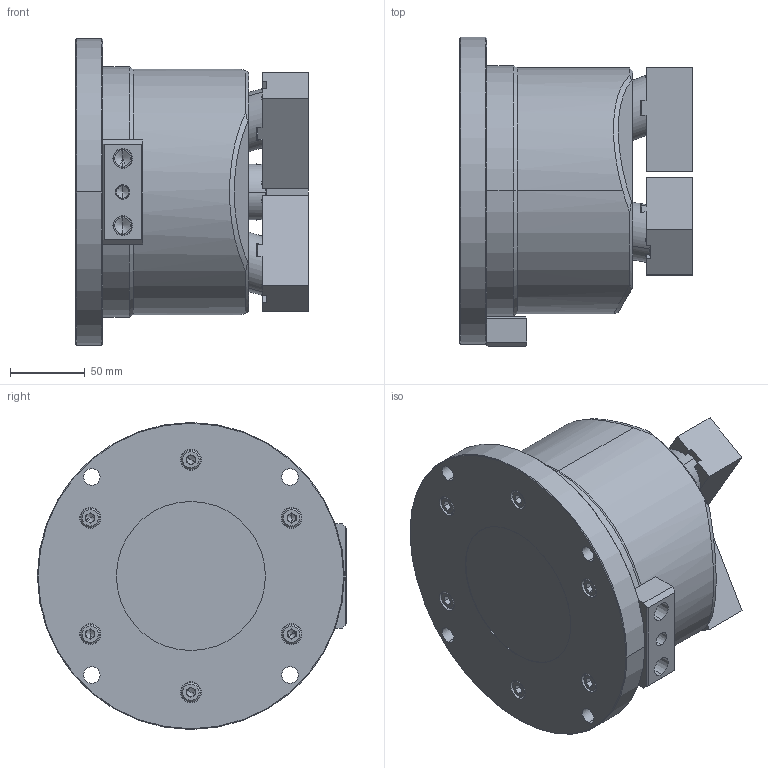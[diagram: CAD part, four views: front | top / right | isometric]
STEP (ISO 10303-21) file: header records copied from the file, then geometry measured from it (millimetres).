
FILE_DESCRIPTION (( 'STEP AP203' ), '1' );
FILE_NAME ('SD-306.STEP', '2016-09-29T01:58:07', ( 'temp' ), ( '' ), 'SwSTEP 2.0', 'SolidWorks 2016', '' );
FILE_SCHEMA (( 'CONFIG_CONTROL_DESIGN' ));
Length unit declared in the file: millimetre
Products named in the file (12): M14x25; SU-306-05000; M6黃油嘴; 3D-06-03000; SD-306; 3D-06-04000; 3D-06-06000; SU-308-07000; M4x8; M6x30; M8x20; SD-306-01000
Assembly tree (25 placements, depth 2):
  SD-306
    SD-306-01000
    SU-306-05000
    3D-06-03000  x3
    3D-06-04000
    3D-06-06000  x3
    SU-308-07000
    M4x8  x3
    M6x30  x2
    M8x20  x6
    M14x25  x3
    M6黃油嘴
Bounding box: 156 x 207.5 x 206 mm (x, y, z)
Volume: 2600034.8 mm3; surface area: 327428.5 mm2
Topology: 26 solids, 26 shells, 832 faces, 2016 edges, 1225 vertices
Faces by surface type: plane 410, cylinder 216, cone 185, torus 12, sphere 6, bspline 3
Entity records: 15285 total; most frequent: CARTESIAN_POINT 2907, DIRECTION 2389, ORIENTED_EDGE 2110, EDGE_CURVE 1055, AXIS2_PLACEMENT_3D 946, VERTEX_POINT 668, EDGE_LOOP 555, LINE 497
